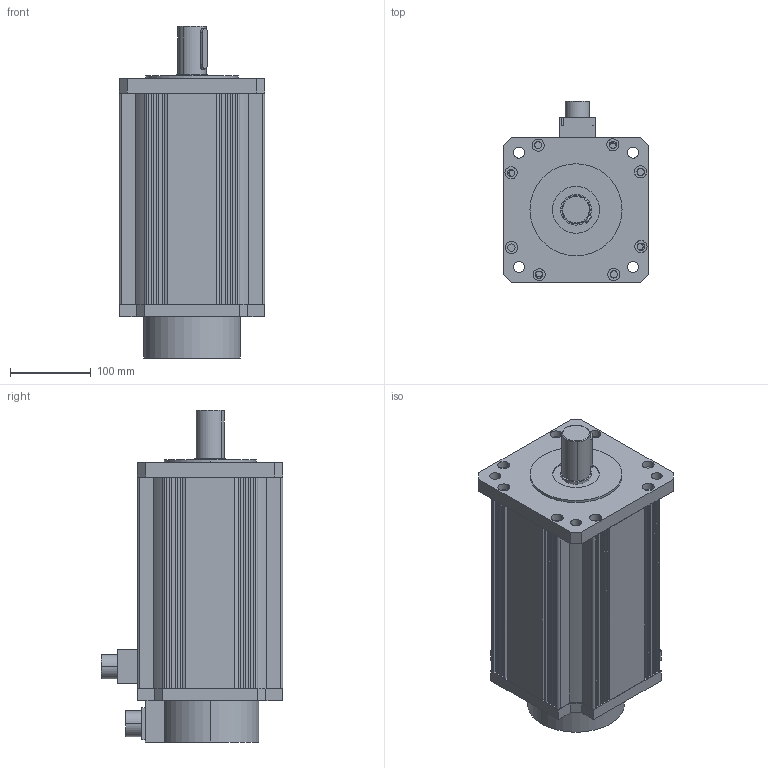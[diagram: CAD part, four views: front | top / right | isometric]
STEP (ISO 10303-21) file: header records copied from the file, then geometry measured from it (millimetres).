
FILE_DESCRIPTION (( 'STEP AP203' ), '1' );
FILE_NAME ('180-35N.STEP', '2017-06-25T08:42:59', ( '' ), ( '' ), 'SwSTEP 2.0', 'SolidWorks 2014', '' );
FILE_SCHEMA (( 'CONFIG_CONTROL_DESIGN' ));
Length unit declared in the file: millimetre
Products named in the file (9): 130瑤脣2; 180 綴裔; 180晤鎢ん; 180ヶ裔; 35N儂褲; 180-35N; 180蛌粣; 瑩10; 130瑤脣
Assembly tree (8 placements, depth 2):
  180-35N
    35N儂褲
    130瑤脣
    130瑤脣2
    瑩10
    180蛌粣
    180ヶ裔
    180 綴裔
    180晤鎢ん
Bounding box: 180 x 224.92 x 411 mm (x, y, z)
Volume: 3184860.1 mm3; surface area: 644775.6 mm2
Topology: 8 solids, 8 shells, 400 faces, 1022 edges, 674 vertices
Faces by surface type: plane 235, cylinder 155, cone 8, torus 2
Entity records: 13193 total; most frequent: CARTESIAN_POINT 2170, DIRECTION 2144, ORIENTED_EDGE 2028, EDGE_CURVE 1014, AXIS2_PLACEMENT_3D 722, LINE 700, VECTOR 700, VERTEX_POINT 674
